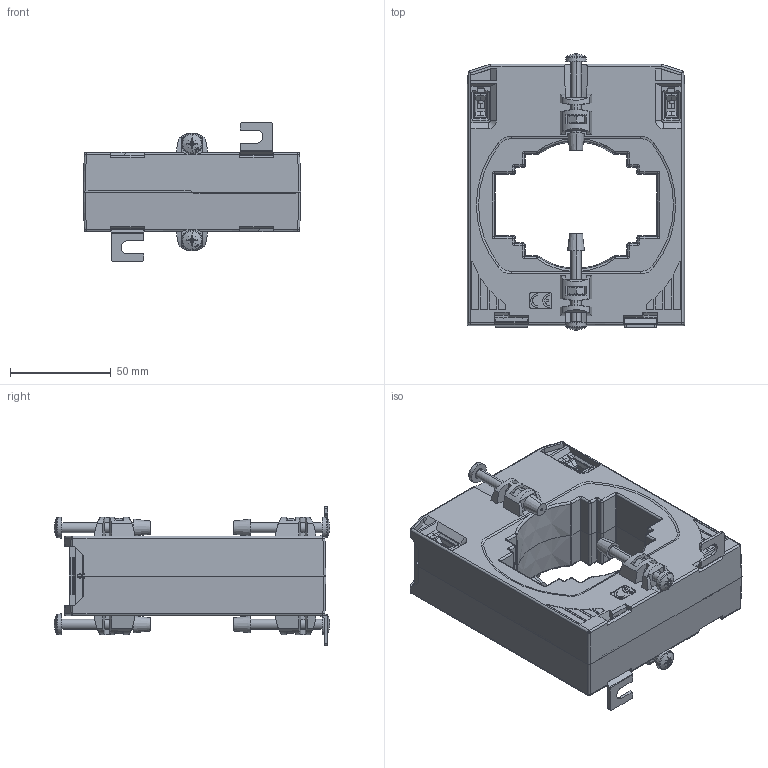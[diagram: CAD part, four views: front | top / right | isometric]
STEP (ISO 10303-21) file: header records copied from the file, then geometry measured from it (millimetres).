
FILE_DESCRIPTION((''),'2;1');
FILE_NAME('0000004398_SW0001','2021-12-14T14:27:16',('esors'),(''),'CREO PARAMETRIC BY PTC INC, 2018260','CREO PARAMETRIC BY PTC INC, 2018260','');
FILE_SCHEMA(('AUTOMOTIVE_DESIGN { 1 0 10303 214 1 1 1 1 }'));
Products named in the file (1): 0000004398_SW0001
Bounding box: 108 x 137.02 x 69 mm (x, y, z)
Volume: 119442.5 mm3; surface area: 121276.7 mm2
Topology: 2 solids, 6 shells, 3114 faces, 8402 edges, 5314 vertices
Faces by surface type: plane 2212, cylinder 328, cone 310, bspline 196, torus 36, sphere 32
Entity records: 112956 total; most frequent: CARTESIAN_POINT 35618, ORIENTED_EDGE 16804, DIRECTION 14008, EDGE_CURVE 8402, VECTOR 5940, LINE 5940, VERTEX_POINT 5314, AXIS2_PLACEMENT_3D 4034
